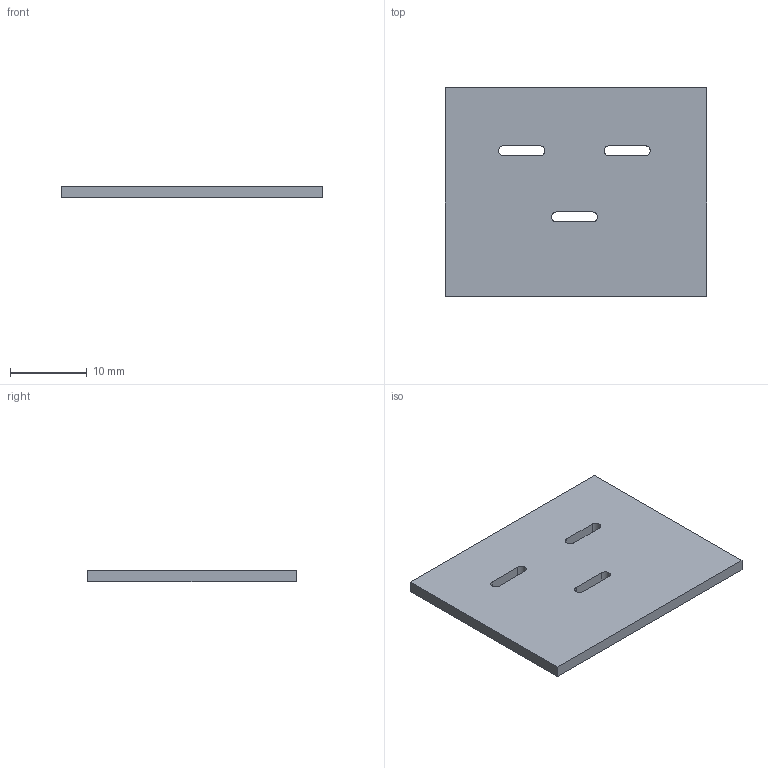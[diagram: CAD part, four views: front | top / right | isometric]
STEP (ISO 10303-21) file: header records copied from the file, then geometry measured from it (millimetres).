
FILE_DESCRIPTION(('KiCad electronic assembly'),'2;1');
FILE_NAME('PCB_Affichage.step','2025-06-06T14:44:54',('Pcbnew'),('Kicad' ),'Open CASCADE STEP processor 7.6','KiCad to STEP converter', 'Unknown');
FILE_SCHEMA(('AUTOMOTIVE_DESIGN { 1 0 10303 214 1 1 1 1 }'));
Length unit declared in the file: millimetre
Products named in the file (2): PCB_Affichage 1; PCB_Affichage_PCB
Assembly tree (1 placements, depth 2):
  PCB_Affichage 1
    PCB_Affichage_PCB
Bounding box: 33.95 x 27.05 x 1.51 mm (x, y, z)
Volume: 1353 mm3; surface area: 2037.4 mm2
Topology: 1 solids, 1 shells, 18 faces, 48 edges, 32 vertices
Faces by surface type: plane 12, cylinder 6
Entity records: 613 total; most frequent: CARTESIAN_POINT 100, DIRECTION 100, ORIENTED_EDGE 96, EDGE_CURVE 48, LINE 36, VECTOR 36, AXIS2_PLACEMENT_3D 32, VERTEX_POINT 32
